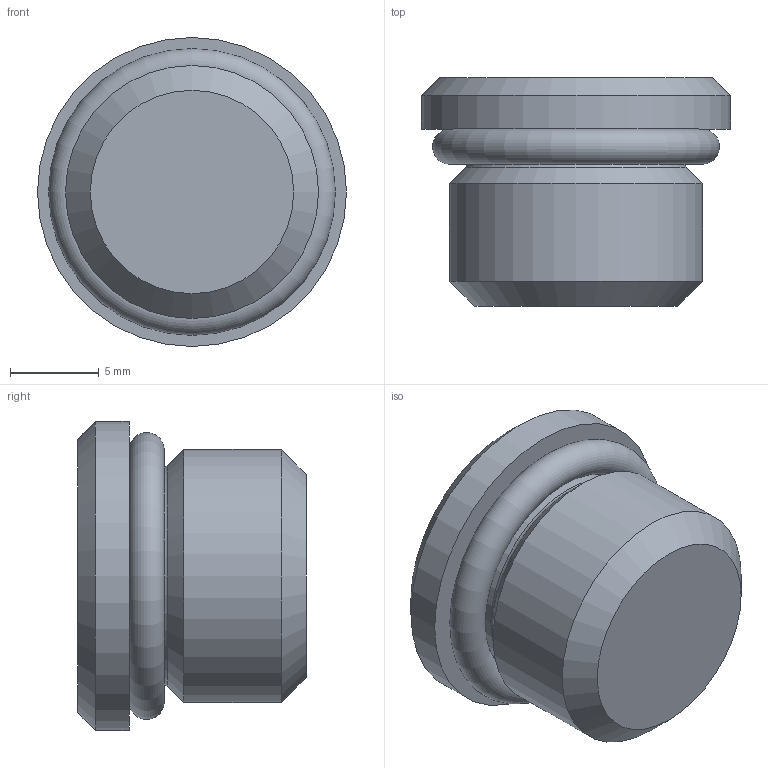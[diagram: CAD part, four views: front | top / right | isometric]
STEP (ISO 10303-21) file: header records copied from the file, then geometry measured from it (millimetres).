
FILE_DESCRIPTION(/* description */ (''),/* implementation_level */ '2;1');
FILE_NAME(/* name */ 'vsti_9-16_unf.stp',/* time_stamp */ '2018-03-14T11:37:37+01:00',/* author */ ('leitheußer'),/* organization */ (''),/* preprocessor_version */ 'ST-DEVELOPER v15.6',/* originating_system */ 'Autodesk Inventor LT ',/* authorisation */ '');
FILE_SCHEMA (('AUTOMOTIVE_DESIGN { 1 0 10303 214 3 1 1 }'));
Length unit declared in the file: millimetre
Products named in the file (1): 0908-64-511-F-00
Bounding box: 17.45 x 12.9 x 17.45 mm (x, y, z)
Volume: 1932.1 mm3; surface area: 1518.9 mm2
Topology: 2 solids, 2 shells, 33 faces, 82 edges, 52 vertices
Faces by surface type: plane 21, cone 5, cylinder 4, torus 3
Full cylindrical faces by diameter (mm): 6.5 x1, 12.24 x1, 14.288 x1, 17.45 x1
Entity records: 926 total; most frequent: CARTESIAN_POINT 175, DIRECTION 150, ORIENTED_EDGE 136, EDGE_CURVE 68, AXIS2_PLACEMENT_3D 60, VERTEX_POINT 49, EDGE_LOOP 45, FACE_OUTER_BOUND 33
